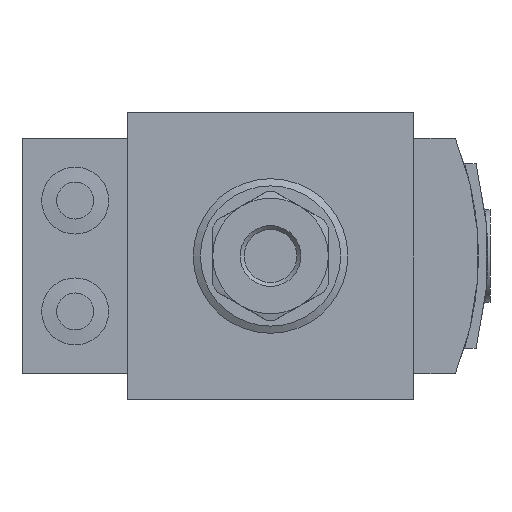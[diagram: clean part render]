
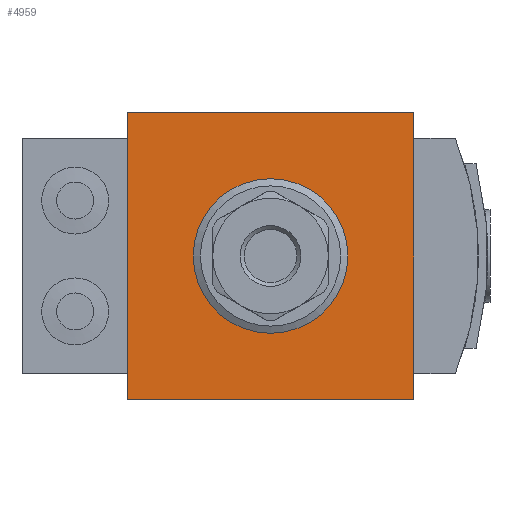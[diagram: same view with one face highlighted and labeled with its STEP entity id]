
A CAD part, front view. The second image highlights one B-rep face of the part: STEP entity #4959.
In plain terms, the highlighted planar face has unit normal (0, -1, 0).
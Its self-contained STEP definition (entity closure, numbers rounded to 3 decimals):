
#119=PLANE('',#5220);
#310=LINE('',#6654,#682);
#329=LINE('',#6691,#701);
#338=LINE('',#6708,#710);
#403=LINE('',#6860,#775);
#682=VECTOR('',#5604,1000.);
#701=VECTOR('',#5625,1000.);
#710=VECTOR('',#5636,1000.);
#775=VECTOR('',#5759,1000.);
#1269=ORIENTED_EDGE('',*,*,#2193,.F.);
#1270=ORIENTED_EDGE('',*,*,#2062,.F.);
#1271=ORIENTED_EDGE('',*,*,#2081,.F.);
#1272=ORIENTED_EDGE('',*,*,#2090,.F.);
#1273=ORIENTED_EDGE('',*,*,#2171,.F.);
#2062=EDGE_CURVE('',#2539,#2540,#310,.T.);
#2081=EDGE_CURVE('',#2556,#2539,#329,.T.);
#2090=EDGE_CURVE('',#2563,#2556,#338,.T.);
#2171=EDGE_CURVE('',#2540,#2563,#403,.T.);
#2193=EDGE_CURVE('',#2634,#2634,#2830,.F.);
#2539=VERTEX_POINT('',#6653);
#2540=VERTEX_POINT('',#6655);
#2556=VERTEX_POINT('',#6690);
#2563=VERTEX_POINT('',#6707);
#2634=VERTEX_POINT('',#6903);
#2830=CIRCLE('',#5221,16.732);
#2940=EDGE_LOOP('',(#1269));
#2941=EDGE_LOOP('',(#1270,#1271,#1272,#1273));
#3210=FACE_BOUND('',#2940,.T.);
#3211=FACE_BOUND('',#2941,.T.);
#4959=ADVANCED_FACE('',(#3210,#3211),#119,.F.);
#5220=AXIS2_PLACEMENT_3D('',#6901,#5798,#5799);
#5221=AXIS2_PLACEMENT_3D('',#6902,#5800,#5801);
#5604=DIRECTION('',(0.,0.,1.));
#5625=DIRECTION('',(-1.,0.,0.));
#5636=DIRECTION('',(0.,0.,-1.));
#5759=DIRECTION('',(1.,0.,0.));
#5798=DIRECTION('',(0.,1.,0.));
#5799=DIRECTION('',(0.,0.,1.));
#5800=DIRECTION('',(0.,1.,0.));
#5801=DIRECTION('',(0.,0.,1.));
#6653=CARTESIAN_POINT('',(-31.,-45.5,-31.));
#6654=CARTESIAN_POINT('',(-31.,-45.5,-31.));
#6655=CARTESIAN_POINT('',(-31.,-45.5,31.));
#6690=CARTESIAN_POINT('',(31.,-45.5,-31.));
#6691=CARTESIAN_POINT('',(31.,-45.5,-31.));
#6707=CARTESIAN_POINT('',(31.,-45.5,31.));
#6708=CARTESIAN_POINT('',(31.,-45.5,31.));
#6860=CARTESIAN_POINT('',(-31.,-45.5,31.));
#6901=CARTESIAN_POINT('',(0.,-45.5,0.));
#6902=CARTESIAN_POINT('',(0.,-45.5,0.));
#6903=CARTESIAN_POINT('',(0.,-45.5,16.732));
